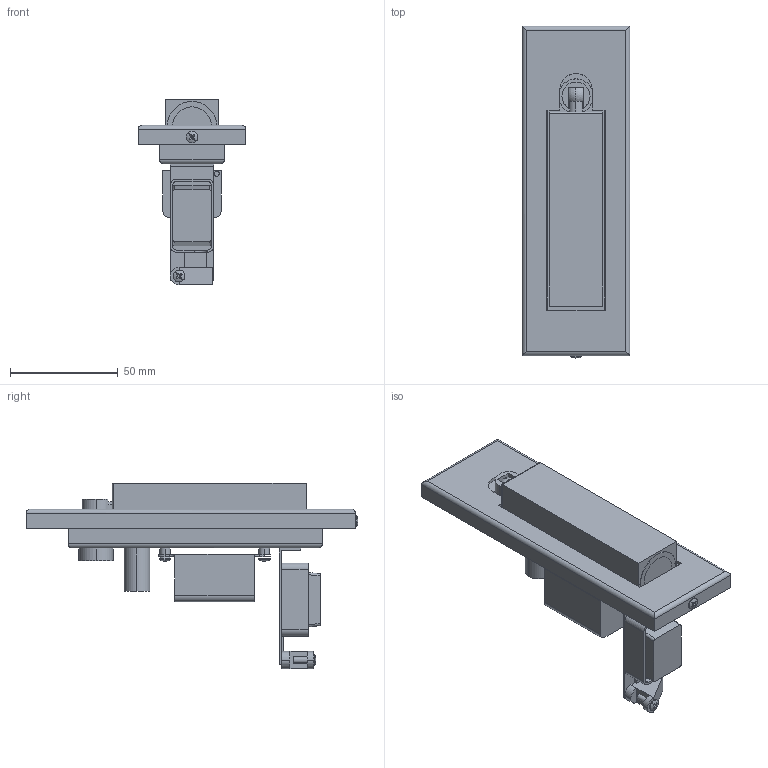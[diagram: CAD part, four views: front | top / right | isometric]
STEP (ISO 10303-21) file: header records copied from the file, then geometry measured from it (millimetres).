
FILE_DESCRIPTION (( 'STEP AP203' ), '1' );
FILE_NAME ('LED 5 1_exported.step', '2025-03-09T05:25:51', ( '' ), ( '' ), 'SwSTEP 2.0', 'SolidWorks 2024', '' );
FILE_SCHEMA (( 'CONFIG_CONTROL_DESIGN' ));
Length unit declared in the file: millimetre
Products named in the file (1): LED 5 1_exported
Bounding box: 50 x 154.06 x 86 mm (x, y, z)
Surface area: 52367.9 mm2 (no closed solid volume)
Topology: 0 solids, 12 shells, 228 faces, 709 edges, 493 vertices
Faces by surface type: plane 127, cylinder 81, sphere 10, cone 8, torus 2
Entity records: 7973 total; most frequent: CARTESIAN_POINT 1614, DIRECTION 1358, ORIENTED_EDGE 1201, EDGE_CURVE 704, VERTEX_POINT 490, AXIS2_PLACEMENT_3D 480, LINE 398, VECTOR 398
